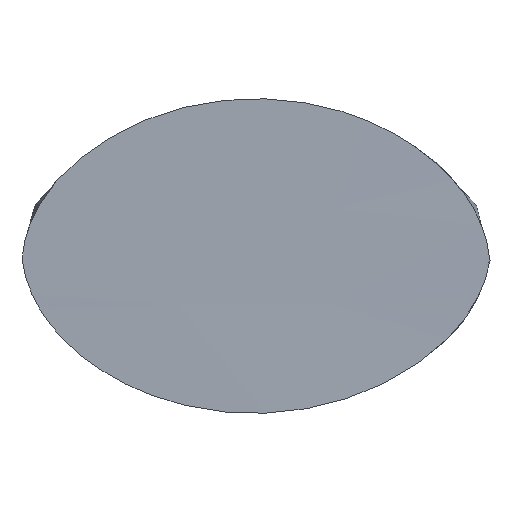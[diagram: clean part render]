
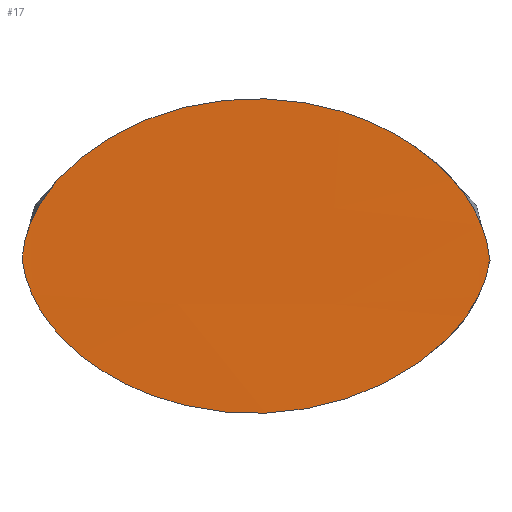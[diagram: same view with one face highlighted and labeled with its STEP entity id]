
A CAD part, front view. The second image highlights one B-rep face of the part: STEP entity #17.
In plain terms, the highlighted free-form (B-spline) face has degree [3, 3] with [4, 4] control points.
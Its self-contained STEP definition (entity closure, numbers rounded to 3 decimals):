
#17 = ADVANCED_FACE('',(#18),#35,.T.);
#18 = FACE_BOUND('',#19,.T.);
#19 = EDGE_LOOP('',(#20,#91));
#20 = ORIENTED_EDGE('',*,*,#21,.T.);
#21 = EDGE_CURVE('',#22,#24,#26,.T.);
#22 = VERTEX_POINT('',#23);
#23 = CARTESIAN_POINT('',(1.004,-0.749,
    -0.006));
#24 = VERTEX_POINT('',#25);
#25 = CARTESIAN_POINT('',(-1.003,-0.744,
    0.001));
#26 = SURFACE_CURVE('',#27,(#34,#64),.PCURVE_S1.);
#27 = B_SPLINE_CURVE_WITH_KNOTS('',5,(#28,#29,#30,#31,#32,#33),
  .UNSPECIFIED.,.F.,.F.,(6,6),(0.,1.),.PIECEWISE_BEZIER_KNOTS.);
#28 = CARTESIAN_POINT('',(1.004,-0.749,
    -0.006));
#29 = CARTESIAN_POINT('',(0.956,-0.74,0.547)
  );
#30 = CARTESIAN_POINT('',(0.179,-0.755,0.835)
  );
#31 = CARTESIAN_POINT('',(-0.169,-0.751,0.818
    ));
#32 = CARTESIAN_POINT('',(-0.961,-0.741,0.56
    ));
#33 = CARTESIAN_POINT('',(-1.003,-0.744,
    0.001));
#34 = PCURVE('',#35,#52);
#35 = B_SPLINE_SURFACE_WITH_KNOTS('',3,3,(
    (#36,#37,#38,#39)
    ,(#40,#41,#42,#43)
    ,(#44,#45,#46,#47)
    ,(#48,#49,#50,#51
    )),.UNSPECIFIED.,.F.,.F.,.F.,(4,4),(4,4),(0.,1.),(0.,1.),
  .PIECEWISE_BEZIER_KNOTS.);
#36 = CARTESIAN_POINT('',(-1.056,-0.748,0.627
    ));
#37 = CARTESIAN_POINT('',(-0.352,-0.745,0.635)
  );
#38 = CARTESIAN_POINT('',(0.35,-0.744,0.635)
  );
#39 = CARTESIAN_POINT('',(1.055,-0.746,0.627)
  );
#40 = CARTESIAN_POINT('',(-1.053,-0.752,0.223
    ));
#41 = CARTESIAN_POINT('',(-0.353,-0.746,0.208)
  );
#42 = CARTESIAN_POINT('',(0.344,-0.756,0.224));
#43 = CARTESIAN_POINT('',(1.051,-0.749,0.224));
#44 = CARTESIAN_POINT('',(-1.056,-0.75,-0.203
    ));
#45 = CARTESIAN_POINT('',(-0.353,-0.742,
    -0.179));
#46 = CARTESIAN_POINT('',(0.36,-0.754,-0.193
    ));
#47 = CARTESIAN_POINT('',(1.044,-0.745,-0.201
    ));
#48 = CARTESIAN_POINT('',(-1.054,-0.748,
    -0.605));
#49 = CARTESIAN_POINT('',(-0.353,-0.751,-0.608)
  );
#50 = CARTESIAN_POINT('',(0.345,-0.74,-0.603));
#51 = CARTESIAN_POINT('',(1.057,-0.747,-0.605
    ));
#52 = DEFINITIONAL_REPRESENTATION('',(#53),#63);
#53 = B_SPLINE_CURVE_WITH_KNOTS('',8,(#54,#55,#56,#57,#58,#59,#60,#61,
    #62),.UNSPECIFIED.,.F.,.F.,(9,9),(0.,1.),.PIECEWISE_BEZIER_KNOTS.);
#54 = CARTESIAN_POINT('',(0.514,0.978));
#55 = CARTESIAN_POINT('',(0.236,0.963));
#56 = CARTESIAN_POINT('',(0.141,0.829));
#57 = CARTESIAN_POINT('',(-0.535,0.653));
#58 = CARTESIAN_POINT('',(0.617,0.499));
#59 = CARTESIAN_POINT('',(-0.526,0.354));
#60 = CARTESIAN_POINT('',(0.134,0.171));
#61 = CARTESIAN_POINT('',(0.226,0.037));
#62 = CARTESIAN_POINT('',(0.508,0.025));
#63 = ( GEOMETRIC_REPRESENTATION_CONTEXT(2) 
PARAMETRIC_REPRESENTATION_CONTEXT() REPRESENTATION_CONTEXT('2D SPACE',''
  ) );
#64 = PCURVE('',#65,#82);
#65 = B_SPLINE_SURFACE_WITH_KNOTS('',3,3,(
    (#66,#67,#68,#69)
    ,(#70,#71,#72,#73)
    ,(#74,#75,#76,#77)
    ,(#78,#79,#80,#81
    )),.UNSPECIFIED.,.F.,.F.,.F.,(4,4),(4,4),(0.,1.),(0.,1.),
  .PIECEWISE_BEZIER_KNOTS.);
#66 = CARTESIAN_POINT('',(-1.054,-0.774,
    -0.057));
#67 = CARTESIAN_POINT('',(-1.068,-0.258,
    -0.062));
#68 = CARTESIAN_POINT('',(-1.055,0.281,
    -0.052));
#69 = CARTESIAN_POINT('',(-1.062,0.792,
    -0.051));
#70 = CARTESIAN_POINT('',(-0.947,-0.778,0.862)
  );
#71 = CARTESIAN_POINT('',(-0.913,-0.254,0.895
    ));
#72 = CARTESIAN_POINT('',(-0.917,0.262,0.845)
  );
#73 = CARTESIAN_POINT('',(-0.924,0.793,0.878));
#74 = CARTESIAN_POINT('',(0.947,-0.802,0.889)
  );
#75 = CARTESIAN_POINT('',(0.933,-0.268,0.881)
  );
#76 = CARTESIAN_POINT('',(0.923,0.233,0.895)
  );
#77 = CARTESIAN_POINT('',(0.925,0.76,0.874)
  );
#78 = CARTESIAN_POINT('',(1.059,-0.78,
    -0.063));
#79 = CARTESIAN_POINT('',(1.057,-0.273,
    -0.064));
#80 = CARTESIAN_POINT('',(1.049,0.262,
    -0.051));
#81 = CARTESIAN_POINT('',(1.054,0.778,
    -0.056));
#82 = DEFINITIONAL_REPRESENTATION('',(#83),#90);
#83 = B_SPLINE_CURVE_WITH_KNOTS('',5,(#84,#85,#86,#87,#88,#89),
  .UNSPECIFIED.,.F.,.F.,(6,6),(0.,1.),.PIECEWISE_BEZIER_KNOTS.);
#84 = CARTESIAN_POINT('',(0.976,0.021));
#85 = CARTESIAN_POINT('',(0.776,0.034));
#86 = CARTESIAN_POINT('',(0.527,0.023));
#87 = CARTESIAN_POINT('',(0.468,0.022));
#88 = CARTESIAN_POINT('',(0.233,0.025));
#89 = CARTESIAN_POINT('',(0.025,0.019));
#90 = ( GEOMETRIC_REPRESENTATION_CONTEXT(2) 
PARAMETRIC_REPRESENTATION_CONTEXT() REPRESENTATION_CONTEXT('2D SPACE',''
  ) );
#91 = ORIENTED_EDGE('',*,*,#92,.T.);
#92 = EDGE_CURVE('',#24,#22,#93,.T.);
#93 = SURFACE_CURVE('',#94,(#101,#114),.PCURVE_S1.);
#94 = B_SPLINE_CURVE_WITH_KNOTS('',5,(#95,#96,#97,#98,#99,#100),
  .UNSPECIFIED.,.F.,.F.,(6,6),(0.,1.),.PIECEWISE_BEZIER_KNOTS.);
#95 = CARTESIAN_POINT('',(-1.003,-0.744,
    0.001));
#96 = CARTESIAN_POINT('',(-0.935,-0.74,
    -0.533));
#97 = CARTESIAN_POINT('',(-0.178,-0.748,
    -0.8));
#98 = CARTESIAN_POINT('',(0.169,-0.762,-0.778
    ));
#99 = CARTESIAN_POINT('',(0.916,-0.745,-0.535
    ));
#100 = CARTESIAN_POINT('',(1.004,-0.749,
    -0.006));
#101 = PCURVE('',#35,#102);
#102 = DEFINITIONAL_REPRESENTATION('',(#103),#113);
#103 = B_SPLINE_CURVE_WITH_KNOTS('',8,(#104,#105,#106,#107,#108,#109,
    #110,#111,#112),.UNSPECIFIED.,.F.,.F.,(9,9),(0.,1.),
  .PIECEWISE_BEZIER_KNOTS.);
#104 = CARTESIAN_POINT('',(0.508,0.025));
#105 = CARTESIAN_POINT('',(0.777,0.045));
#106 = CARTESIAN_POINT('',(0.873,0.178));
#107 = CARTESIAN_POINT('',(1.512,0.349));
#108 = CARTESIAN_POINT('',(0.4,0.504));
#109 = CARTESIAN_POINT('',(1.517,0.644));
#110 = CARTESIAN_POINT('',(0.863,0.815));
#111 = CARTESIAN_POINT('',(0.78,0.952));
#112 = CARTESIAN_POINT('',(0.514,0.978));
#113 = ( GEOMETRIC_REPRESENTATION_CONTEXT(2) 
PARAMETRIC_REPRESENTATION_CONTEXT() REPRESENTATION_CONTEXT('2D SPACE',''
  ) );
#114 = PCURVE('',#115,#132);
#115 = B_SPLINE_SURFACE_WITH_KNOTS('',3,3,(
    (#116,#117,#118,#119)
    ,(#120,#121,#122,#123)
    ,(#124,#125,#126,#127)
    ,(#128,#129,#130,#131
    )),.UNSPECIFIED.,.F.,.F.,.F.,(4,4),(4,4),(0.,1.),(0.,1.),
  .PIECEWISE_BEZIER_KNOTS.);
#116 = CARTESIAN_POINT('',(1.048,-0.794,0.129
    ));
#117 = CARTESIAN_POINT('',(1.06,-0.26,0.141
    ));
#118 = CARTESIAN_POINT('',(1.051,0.273,0.134)
  );
#119 = CARTESIAN_POINT('',(1.075,0.801,0.141)
  );
#120 = CARTESIAN_POINT('',(0.947,-0.797,
    -0.858));
#121 = CARTESIAN_POINT('',(0.954,-0.262,
    -0.871));
#122 = CARTESIAN_POINT('',(0.962,0.263,-0.84
    ));
#123 = CARTESIAN_POINT('',(0.955,0.786,-0.855
    ));
#124 = CARTESIAN_POINT('',(-0.947,-0.813,
    -0.872));
#125 = CARTESIAN_POINT('',(-0.964,-0.28,
    -0.846));
#126 = CARTESIAN_POINT('',(-0.933,0.251,-0.868
    ));
#127 = CARTESIAN_POINT('',(-0.936,0.789,
    -0.867));
#128 = CARTESIAN_POINT('',(-1.066,-0.796,0.119
    ));
#129 = CARTESIAN_POINT('',(-1.054,-0.276,
    0.125));
#130 = CARTESIAN_POINT('',(-1.052,0.261,0.122
    ));
#131 = CARTESIAN_POINT('',(-1.056,0.795,0.13)
  );
#132 = DEFINITIONAL_REPRESENTATION('',(#133),#140);
#133 = B_SPLINE_CURVE_WITH_KNOTS('',5,(#134,#135,#136,#137,#138,#139),
  .UNSPECIFIED.,.F.,.F.,(6,6),(0.,1.),.PIECEWISE_BEZIER_KNOTS.);
#134 = CARTESIAN_POINT('',(0.954,0.035));
#135 = CARTESIAN_POINT('',(0.763,0.041));
#136 = CARTESIAN_POINT('',(0.548,0.036));
#137 = CARTESIAN_POINT('',(0.452,0.024));
#138 = CARTESIAN_POINT('',(0.242,0.033));
#139 = CARTESIAN_POINT('',(0.05,0.028));
#140 = ( GEOMETRIC_REPRESENTATION_CONTEXT(2) 
PARAMETRIC_REPRESENTATION_CONTEXT() REPRESENTATION_CONTEXT('2D SPACE',''
  ) );
